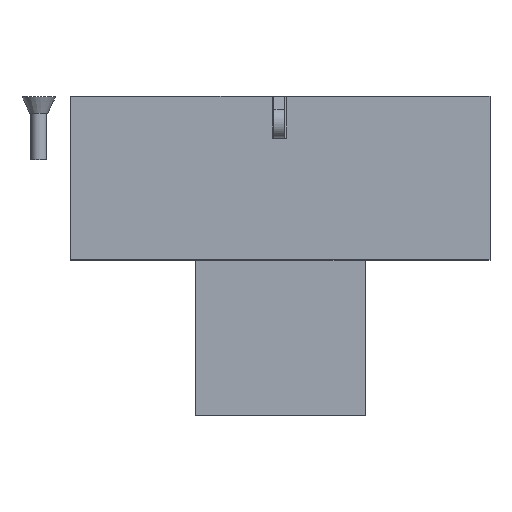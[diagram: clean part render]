
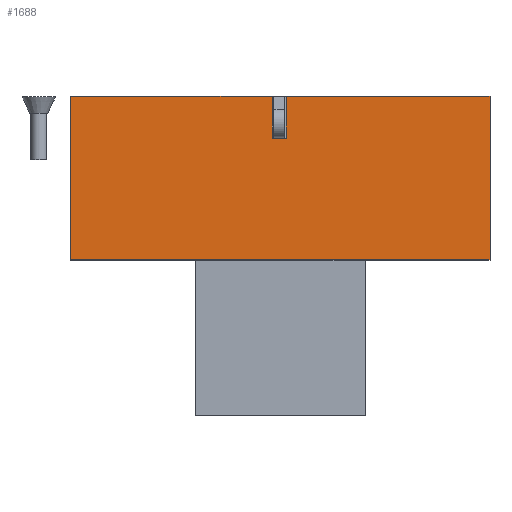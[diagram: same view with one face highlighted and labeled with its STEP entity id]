
A CAD part, top view. The second image highlights one B-rep face of the part: STEP entity #1688.
In plain terms, the highlighted planar face has unit normal (0, 0, 1).
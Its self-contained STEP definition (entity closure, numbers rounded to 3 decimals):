
#51=PLANE('',#1826);
#116=FACE_OUTER_BOUND('',#208,.T.);
#208=EDGE_LOOP('',(#1242,#1243,#1244,#1245,#1246,#1247,#1248,#1249));
#420=LINE('',#2735,#580);
#425=LINE('',#2755,#585);
#426=LINE('',#2758,#586);
#427=LINE('',#2760,#587);
#428=LINE('',#2762,#588);
#429=LINE('',#2764,#589);
#430=LINE('',#2765,#590);
#431=LINE('',#2766,#591);
#580=VECTOR('',#2062,10.);
#585=VECTOR('',#2081,10.);
#586=VECTOR('',#2084,10.);
#587=VECTOR('',#2085,10.);
#588=VECTOR('',#2086,10.);
#589=VECTOR('',#2087,10.);
#590=VECTOR('',#2088,10.);
#591=VECTOR('',#2089,10.);
#769=VERTEX_POINT('',#2731);
#771=VERTEX_POINT('',#2734);
#776=VERTEX_POINT('',#2748);
#779=VERTEX_POINT('',#2753);
#780=VERTEX_POINT('',#2757);
#781=VERTEX_POINT('',#2759);
#782=VERTEX_POINT('',#2761);
#783=VERTEX_POINT('',#2763);
#953=EDGE_CURVE('',#769,#771,#420,.T.);
#963=EDGE_CURVE('',#779,#776,#425,.T.);
#964=EDGE_CURVE('',#780,#769,#426,.T.);
#965=EDGE_CURVE('',#781,#780,#427,.T.);
#966=EDGE_CURVE('',#782,#781,#428,.T.);
#967=EDGE_CURVE('',#782,#783,#429,.T.);
#968=EDGE_CURVE('',#776,#783,#430,.T.);
#969=EDGE_CURVE('',#779,#771,#431,.T.);
#1242=ORIENTED_EDGE('',*,*,#953,.F.);
#1243=ORIENTED_EDGE('',*,*,#964,.F.);
#1244=ORIENTED_EDGE('',*,*,#965,.F.);
#1245=ORIENTED_EDGE('',*,*,#966,.F.);
#1246=ORIENTED_EDGE('',*,*,#967,.T.);
#1247=ORIENTED_EDGE('',*,*,#968,.F.);
#1248=ORIENTED_EDGE('',*,*,#963,.F.);
#1249=ORIENTED_EDGE('',*,*,#969,.T.);
#1688=ADVANCED_FACE('',(#116),#51,.T.);
#1826=AXIS2_PLACEMENT_3D('',#2756,#2082,#2083);
#2062=DIRECTION('',(0.,-1.,0.));
#2081=DIRECTION('',(0.,1.,0.));
#2082=DIRECTION('center_axis',(0.,0.,1.));
#2083=DIRECTION('ref_axis',(-1.,0.,0.));
#2084=DIRECTION('',(1.,0.,0.));
#2085=DIRECTION('',(0.,1.,0.));
#2086=DIRECTION('',(-1.,0.,0.));
#2087=DIRECTION('',(0.,1.,0.));
#2088=DIRECTION('',(1.,0.,0.));
#2089=DIRECTION('',(-1.,0.,0.));
#2731=CARTESIAN_POINT('',(-1.9,76.,21.622));
#2734=CARTESIAN_POINT('',(-1.9,66.008,21.622));
#2735=CARTESIAN_POINT('',(-1.9,56.002,21.622));
#2748=CARTESIAN_POINT('',(1.4,76.,21.622));
#2753=CARTESIAN_POINT('',(1.4,66.008,21.622));
#2755=CARTESIAN_POINT('',(1.4,56.002,21.622));
#2756=CARTESIAN_POINT('Origin',(50.,41.,21.622));
#2757=CARTESIAN_POINT('',(-50.,76.,21.622));
#2758=CARTESIAN_POINT('',(-50.,76.,21.622));
#2759=CARTESIAN_POINT('',(-50.,37.,21.622));
#2760=CARTESIAN_POINT('',(-50.,41.,21.622));
#2761=CARTESIAN_POINT('',(50.,37.,21.622));
#2762=CARTESIAN_POINT('',(-50.,37.,21.622));
#2763=CARTESIAN_POINT('',(50.,76.,21.622));
#2764=CARTESIAN_POINT('',(50.,41.,21.622));
#2765=CARTESIAN_POINT('',(-50.,76.,21.622));
#2766=CARTESIAN_POINT('',(24.25,66.008,21.622));
